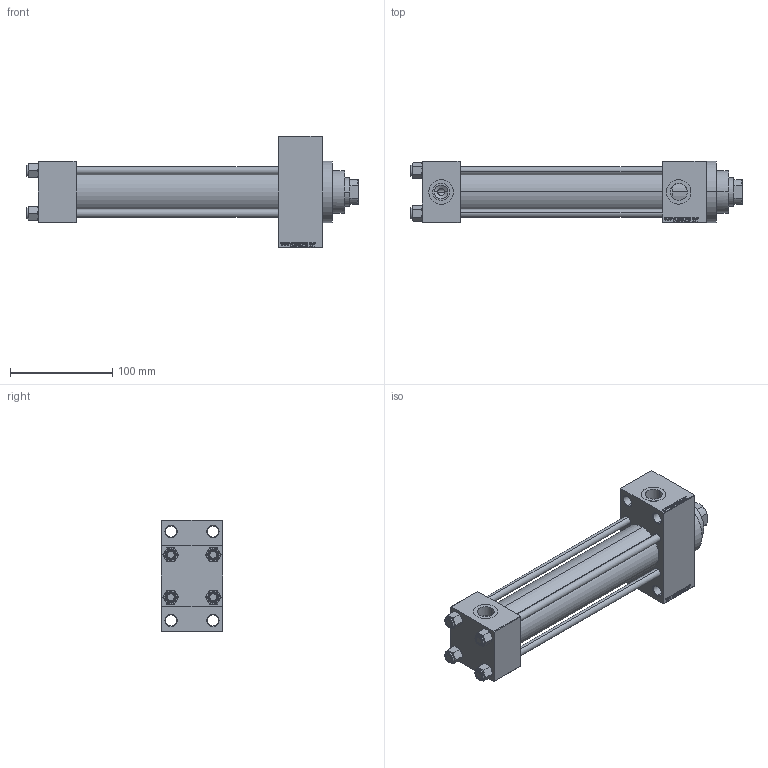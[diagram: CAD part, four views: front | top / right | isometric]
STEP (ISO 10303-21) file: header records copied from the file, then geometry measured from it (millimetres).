
FILE_DESCRIPTION (( 'STEP AP203' ), '1' );
FILE_NAME ('1364.STEP', '2022-04-15T18:34:52', ( '' ), ( '' ), 'SwSTEP 2.0', 'SolidWorks 2019', '' );
FILE_SCHEMA (( 'CONFIG_CONTROL_DESIGN' ));
Length unit declared in the file: millimetre
Products named in the file (6): V215_VC_A 0644ba175677d3f8d66d8679c3c3b117; NUT_M5_D 0644ba175677d3f8d66d8679c3c3b117; V215CR_D_Body 0644ba175677d3f8d66d8679c3c3b117; V215CR_VCP_D 0644ba175677d3f8d66d8679c3c3b117; V215CR_D_TYCINKA 0644ba175677d3f8d66d8679c3c3b117; 1364
Assembly tree (11 placements, depth 2):
  1364
    V215CR_D_Body 0644ba175677d3f8d66d8679c3c3b117
    V215CR_VCP_D 0644ba175677d3f8d66d8679c3c3b117
    NUT_M5_D 0644ba175677d3f8d66d8679c3c3b117  x4
    V215CR_D_TYCINKA 0644ba175677d3f8d66d8679c3c3b117  x4
    V215_VC_A 0644ba175677d3f8d66d8679c3c3b117
Bounding box: 325 x 60 x 109 mm (x, y, z)
Volume: 699755.9 mm3; surface area: 193289.9 mm2
Topology: 11 solids, 11 shells, 1114 faces, 2779 edges, 1797 vertices
Faces by surface type: plane 502, bspline 368, cone 144, cylinder 92, torus 8
Entity records: 47541 total; most frequent: CARTESIAN_POINT 25123, ORIENTED_EDGE 5050, DIRECTION 3261, EDGE_CURVE 2525, VERTEX_POINT 1653, LINE 1511, VECTOR 1511, EDGE_LOOP 1124
